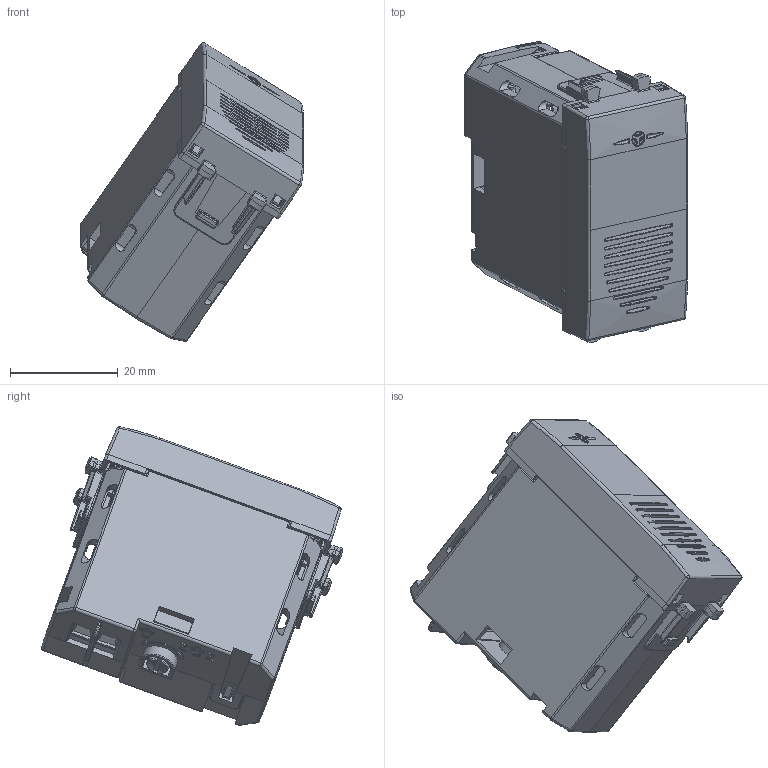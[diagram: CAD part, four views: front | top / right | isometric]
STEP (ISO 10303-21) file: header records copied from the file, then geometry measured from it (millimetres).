
FILE_DESCRIPTION(('CATIA V5 STEP Exchange'),'2;1');
FILE_NAME('441028N.stp','2025-04-11T10:11:05+00:00',('none'),('none'),'CATIA Version 5-6 Release 2016 SP6','CATIA V5 STEP AP203','none');
FILE_SCHEMA(('CONFIG_CONTROL_DESIGN'));
Products named in the file (1): 441028N
Assembly tree (6 placements, depth 2):
  441028N
    #57
    #11878
    #35331
    #52017
    #52568
    #88710
Bounding box: 41.43 x 56.01 x 55.5 mm (x, y, z)
Volume: 13613.6 mm3; surface area: 22792.5 mm2
Topology: 9 solids, 9 shells, 2415 faces, 6242 edges, 3718 vertices
Faces by surface type: plane 968, cylinder 845, bspline 235, sphere 158, cone 120, torus 81, extrusion 8
Entity records: 88731 total; most frequent: CARTESIAN_POINT 37582, ORIENTED_EDGE 12142, DIRECTION 7619, EDGE_CURVE 6071, VERTEX_POINT 3710, AXIS2_PLACEMENT_3D 2895, VECTOR 2837, LINE 2829
